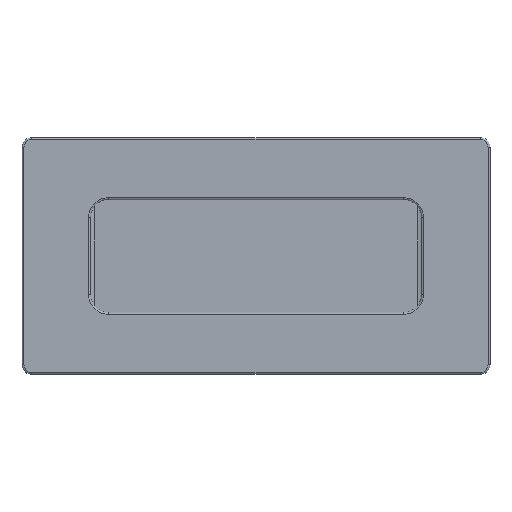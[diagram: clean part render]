
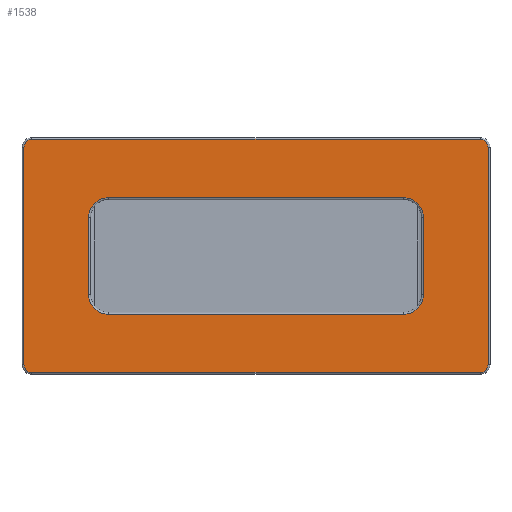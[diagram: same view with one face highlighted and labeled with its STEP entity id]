
A CAD part, top view. The second image highlights one B-rep face of the part: STEP entity #1538.
In plain terms, the highlighted planar face has unit normal (0, 0, 1).
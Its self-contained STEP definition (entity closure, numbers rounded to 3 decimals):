
#112=LINE('',#2580,#216);
#114=LINE('',#2592,#218);
#116=LINE('',#2604,#220);
#118=LINE('',#2613,#222);
#127=LINE('',#2636,#231);
#128=LINE('',#2640,#232);
#129=LINE('',#2644,#233);
#130=LINE('',#2648,#234);
#216=VECTOR('',#2060,19.5);
#218=VECTOR('',#2074,74.8);
#220=VECTOR('',#2088,19.5);
#222=VECTOR('',#2100,74.8);
#231=VECTOR('',#2123,113.5);
#232=VECTOR('',#2126,55.);
#233=VECTOR('',#2129,113.5);
#234=VECTOR('',#2132,55.);
#288=PLANE('',#1712);
#312=FACE_BOUND('',#481,.T.);
#368=FACE_OUTER_BOUND('',#480,.T.);
#480=EDGE_LOOP('',(#1234,#1235,#1236,#1237,#1238,#1239,#1240,#1241));
#481=EDGE_LOOP('',(#1242,#1243,#1244,#1245,#1246,#1247,#1248,#1249));
#585=CIRCLE('',#1686,5.);
#588=CIRCLE('',#1691,5.);
#592=CIRCLE('',#1697,5.);
#596=CIRCLE('',#1703,5.);
#600=CIRCLE('',#1713,2.);
#601=CIRCLE('',#1714,2.);
#602=CIRCLE('',#1715,2.);
#603=CIRCLE('',#1716,2.);
#716=VERTEX_POINT('',#2568);
#719=VERTEX_POINT('',#2573);
#721=VERTEX_POINT('',#2578);
#723=VERTEX_POINT('',#2584);
#725=VERTEX_POINT('',#2590);
#727=VERTEX_POINT('',#2596);
#729=VERTEX_POINT('',#2602);
#731=VERTEX_POINT('',#2608);
#737=VERTEX_POINT('',#2634);
#738=VERTEX_POINT('',#2635);
#739=VERTEX_POINT('',#2637);
#740=VERTEX_POINT('',#2639);
#741=VERTEX_POINT('',#2641);
#742=VERTEX_POINT('',#2643);
#743=VERTEX_POINT('',#2645);
#744=VERTEX_POINT('',#2647);
#887=EDGE_CURVE('',#719,#716,#585,.T.);
#889=EDGE_CURVE('',#721,#719,#112,.T.);
#892=EDGE_CURVE('',#723,#721,#588,.T.);
#895=EDGE_CURVE('',#725,#723,#114,.T.);
#898=EDGE_CURVE('',#727,#725,#592,.T.);
#901=EDGE_CURVE('',#729,#727,#116,.T.);
#904=EDGE_CURVE('',#731,#729,#596,.T.);
#906=EDGE_CURVE('',#716,#731,#118,.T.);
#917=EDGE_CURVE('',#737,#738,#127,.T.);
#918=EDGE_CURVE('',#739,#737,#600,.T.);
#919=EDGE_CURVE('',#740,#739,#128,.T.);
#920=EDGE_CURVE('',#741,#740,#601,.T.);
#921=EDGE_CURVE('',#742,#741,#129,.T.);
#922=EDGE_CURVE('',#743,#742,#602,.T.);
#923=EDGE_CURVE('',#744,#743,#130,.T.);
#924=EDGE_CURVE('',#738,#744,#603,.T.);
#1234=ORIENTED_EDGE('',*,*,#917,.F.);
#1235=ORIENTED_EDGE('',*,*,#918,.F.);
#1236=ORIENTED_EDGE('',*,*,#919,.F.);
#1237=ORIENTED_EDGE('',*,*,#920,.F.);
#1238=ORIENTED_EDGE('',*,*,#921,.F.);
#1239=ORIENTED_EDGE('',*,*,#922,.F.);
#1240=ORIENTED_EDGE('',*,*,#923,.F.);
#1241=ORIENTED_EDGE('',*,*,#924,.F.);
#1242=ORIENTED_EDGE('',*,*,#887,.F.);
#1243=ORIENTED_EDGE('',*,*,#889,.F.);
#1244=ORIENTED_EDGE('',*,*,#892,.F.);
#1245=ORIENTED_EDGE('',*,*,#895,.F.);
#1246=ORIENTED_EDGE('',*,*,#898,.F.);
#1247=ORIENTED_EDGE('',*,*,#901,.F.);
#1248=ORIENTED_EDGE('',*,*,#904,.F.);
#1249=ORIENTED_EDGE('',*,*,#906,.F.);
#1538=ADVANCED_FACE('',(#368,#312),#288,.T.);
#1686=AXIS2_PLACEMENT_3D('',#2575,#2054,#2055);
#1691=AXIS2_PLACEMENT_3D('',#2586,#2066,#2067);
#1697=AXIS2_PLACEMENT_3D('',#2598,#2080,#2081);
#1703=AXIS2_PLACEMENT_3D('',#2610,#2094,#2095);
#1712=AXIS2_PLACEMENT_3D('',#2633,#2121,#2122);
#1713=AXIS2_PLACEMENT_3D('',#2638,#2124,#2125);
#1714=AXIS2_PLACEMENT_3D('',#2642,#2127,#2128);
#1715=AXIS2_PLACEMENT_3D('',#2646,#2130,#2131);
#1716=AXIS2_PLACEMENT_3D('',#2649,#2133,#2134);
#2054=DIRECTION('center_axis',(0.,0.,1.));
#2055=DIRECTION('ref_axis',(0.707,0.707,0.));
#2060=DIRECTION('',(0.,1.,0.));
#2066=DIRECTION('center_axis',(0.,0.,1.));
#2067=DIRECTION('ref_axis',(0.707,-0.707,0.));
#2074=DIRECTION('',(1.,0.,0.));
#2080=DIRECTION('center_axis',(0.,0.,1.));
#2081=DIRECTION('ref_axis',(-0.707,-0.707,0.));
#2088=DIRECTION('',(0.,-1.,0.));
#2094=DIRECTION('center_axis',(0.,0.,1.));
#2095=DIRECTION('ref_axis',(-0.707,0.707,0.));
#2100=DIRECTION('',(-1.,0.,0.));
#2121=DIRECTION('center_axis',(0.,0.,1.));
#2122=DIRECTION('ref_axis',(1.,0.,0.));
#2123=DIRECTION('',(1.,0.,0.));
#2124=DIRECTION('center_axis',(0.,0.,-1.));
#2125=DIRECTION('ref_axis',(-0.707,0.707,0.));
#2126=DIRECTION('',(0.,1.,0.));
#2127=DIRECTION('center_axis',(0.,0.,-1.));
#2128=DIRECTION('ref_axis',(-0.707,-0.707,0.));
#2129=DIRECTION('',(-1.,0.,0.));
#2130=DIRECTION('center_axis',(0.,0.,-1.));
#2131=DIRECTION('ref_axis',(0.707,-0.707,0.));
#2132=DIRECTION('',(0.,-1.,0.));
#2133=DIRECTION('center_axis',(0.,0.,-1.));
#2134=DIRECTION('ref_axis',(0.707,0.707,0.));
#2568=CARTESIAN_POINT('',(37.4,14.75,0.));
#2573=CARTESIAN_POINT('',(42.4,9.75,0.));
#2575=CARTESIAN_POINT('Origin',(37.4,9.75,0.));
#2578=CARTESIAN_POINT('',(42.4,-9.75,0.));
#2580=CARTESIAN_POINT('',(42.4,-4.875,0.));
#2584=CARTESIAN_POINT('',(37.4,-14.75,0.));
#2586=CARTESIAN_POINT('Origin',(37.4,-9.75,0.));
#2590=CARTESIAN_POINT('',(-37.4,-14.75,0.));
#2592=CARTESIAN_POINT('',(-18.7,-14.75,0.));
#2596=CARTESIAN_POINT('',(-42.4,-9.75,0.));
#2598=CARTESIAN_POINT('Origin',(-37.4,-9.75,0.));
#2602=CARTESIAN_POINT('',(-42.4,9.75,0.));
#2604=CARTESIAN_POINT('',(-42.4,4.875,0.));
#2608=CARTESIAN_POINT('',(-37.4,14.75,0.));
#2610=CARTESIAN_POINT('Origin',(-37.4,9.75,0.));
#2613=CARTESIAN_POINT('',(18.7,14.75,0.));
#2633=CARTESIAN_POINT('Origin',(0.,0.,0.));
#2634=CARTESIAN_POINT('',(-56.75,29.5,0.));
#2635=CARTESIAN_POINT('',(56.75,29.5,0.));
#2636=CARTESIAN_POINT('',(-28.375,29.5,0.));
#2637=CARTESIAN_POINT('',(-58.75,27.5,0.));
#2638=CARTESIAN_POINT('Origin',(-56.75,27.5,0.));
#2639=CARTESIAN_POINT('',(-58.75,-27.5,0.));
#2640=CARTESIAN_POINT('',(-58.75,-13.75,0.));
#2641=CARTESIAN_POINT('',(-56.75,-29.5,0.));
#2642=CARTESIAN_POINT('Origin',(-56.75,-27.5,0.));
#2643=CARTESIAN_POINT('',(56.75,-29.5,0.));
#2644=CARTESIAN_POINT('',(28.375,-29.5,0.));
#2645=CARTESIAN_POINT('',(58.75,-27.5,0.));
#2646=CARTESIAN_POINT('Origin',(56.75,-27.5,0.));
#2647=CARTESIAN_POINT('',(58.75,27.5,0.));
#2648=CARTESIAN_POINT('',(58.75,13.75,0.));
#2649=CARTESIAN_POINT('Origin',(56.75,27.5,0.));
